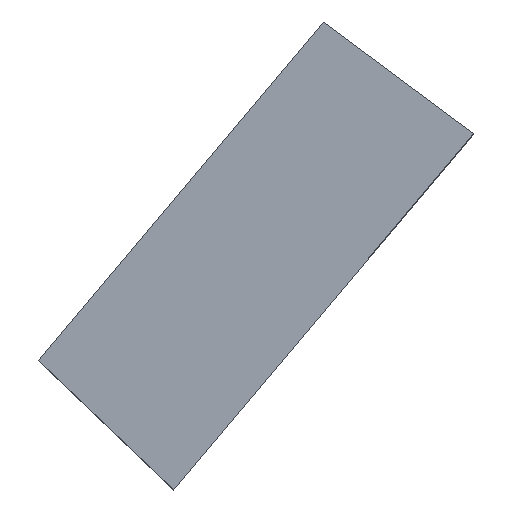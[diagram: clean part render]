
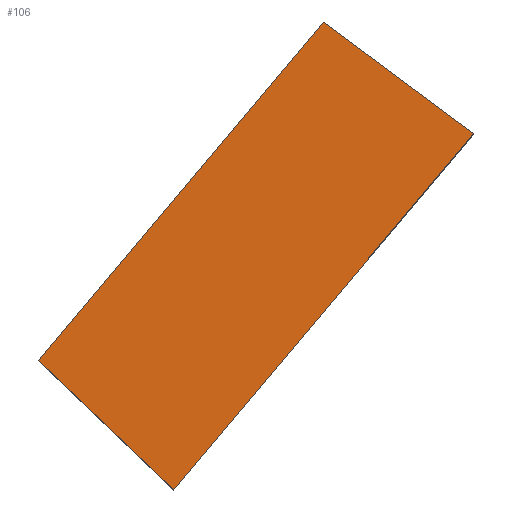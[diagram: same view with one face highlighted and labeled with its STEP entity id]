
A CAD part, top view. The second image highlights one B-rep face of the part: STEP entity #106.
In plain terms, the highlighted planar face has unit normal (0, 0, 1).
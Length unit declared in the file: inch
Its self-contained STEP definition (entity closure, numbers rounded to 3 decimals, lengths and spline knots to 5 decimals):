
#20=FACE_OUTER_BOUND('',#26,.T.);
#26=EDGE_LOOP('',(#91,#92,#93,#94));
#28=LINE('',#159,#40);
#33=LINE('',#168,#45);
#36=LINE('',#175,#48);
#38=LINE('',#178,#50);
#40=VECTOR('',#132,0.3937);
#45=VECTOR('',#139,0.3937);
#48=VECTOR('',#146,0.3937);
#50=VECTOR('',#150,0.3937);
#51=VERTEX_POINT('',#155);
#53=VERTEX_POINT('',#158);
#56=VERTEX_POINT('',#166);
#58=VERTEX_POINT('',#174);
#60=EDGE_CURVE('',#53,#51,#28,.T.);
#65=EDGE_CURVE('',#56,#51,#33,.T.);
#68=EDGE_CURVE('',#58,#56,#36,.T.);
#70=EDGE_CURVE('',#53,#58,#38,.T.);
#91=ORIENTED_EDGE('',*,*,#60,.T.);
#92=ORIENTED_EDGE('',*,*,#65,.F.);
#93=ORIENTED_EDGE('',*,*,#68,.F.);
#94=ORIENTED_EDGE('',*,*,#70,.F.);
#100=PLANE('',#126);
#106=ADVANCED_FACE('',(#20),#100,.T.);
#126=AXIS2_PLACEMENT_3D('',#179,#151,#152);
#132=DIRECTION('',(0.724,-0.69,0.));
#139=DIRECTION('',(-0.644,-0.765,0.));
#146=DIRECTION('',(0.803,-0.596,0.));
#150=DIRECTION('',(0.644,0.765,0.));
#151=DIRECTION('center_axis',(0.,0.,1.));
#152=DIRECTION('ref_axis',(1.,0.,0.));
#155=CARTESIAN_POINT('',(191.26204,-181.96377,18.));
#158=CARTESIAN_POINT('',(181.93849,-173.08508,18.));
#159=CARTESIAN_POINT('',(177.78186,-169.12676,18.));
#166=CARTESIAN_POINT('',(211.86315,-157.49916,18.));
#168=CARTESIAN_POINT('',(196.35023,-175.92134,18.));
#174=CARTESIAN_POINT('',(201.52706,-149.8229,18.));
#175=CARTESIAN_POINT('',(209.02992,-155.39502,18.));
#178=CARTESIAN_POINT('',(196.64604,-155.61931,18.));
#179=CARTESIAN_POINT('Origin',(196.85548,-165.856,18.));
